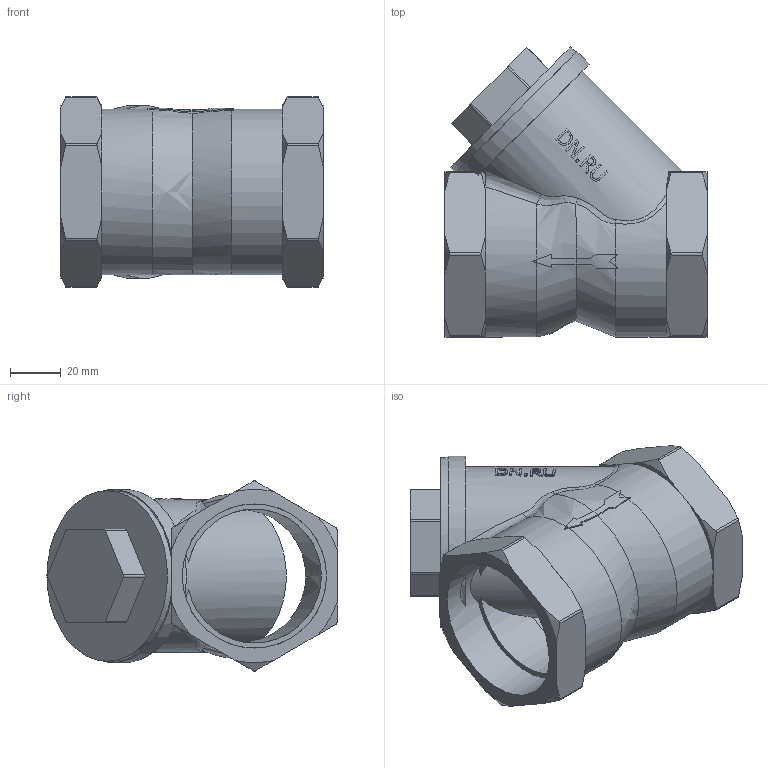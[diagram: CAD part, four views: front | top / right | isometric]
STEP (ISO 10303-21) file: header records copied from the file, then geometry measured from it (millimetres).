
FILE_DESCRIPTION(/* description */ (''),/* implementation_level */ '2;1');
FILE_NAME(/* name */ 'DN50_3D_STEP.stp',/* time_stamp */ '2024-12-23T22:33:38+03:00',/* author */ ('igorr'),/* organization */ (''),/* preprocessor_version */ 'ST-DEVELOPER v20',/* originating_system */ 'Autodesk Inventor 2025',/* authorisation */ '');
FILE_SCHEMA (('AUTOMOTIVE_DESIGN { 1 0 10303 214 3 1 1 }'));
Length unit declared in the file: millimetre
Products named in the file (1): Деталь1
Bounding box: 103 x 114.03 x 74.75 mm (x, y, z)
Volume: 306933.4 mm3; surface area: 53390.2 mm2
Topology: 1 solids, 1 shells, 203 faces, 582 edges, 387 vertices
Faces by surface type: plane 94, bspline 44, cylinder 41, cone 23, torus 1
Full cylindrical faces by diameter (mm): 56.656 x2, 67 x1
Entity records: 8915 total; most frequent: CARTESIAN_POINT 3787, ORIENTED_EDGE 1164, DIRECTION 868, EDGE_CURVE 582, VERTEX_POINT 387, AXIS2_PLACEMENT_3D 350, EDGE_LOOP 213, STYLED_ITEM 204
